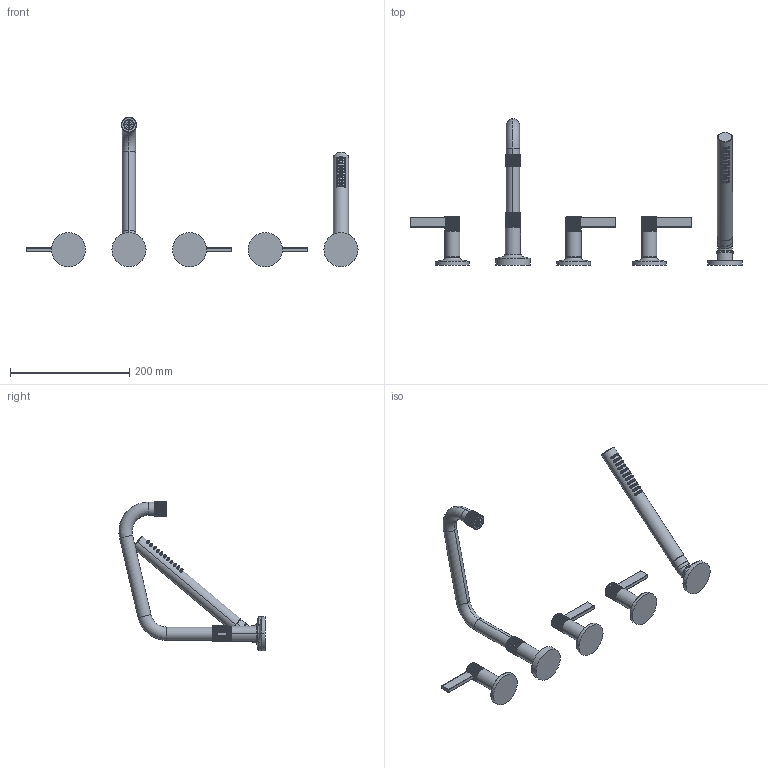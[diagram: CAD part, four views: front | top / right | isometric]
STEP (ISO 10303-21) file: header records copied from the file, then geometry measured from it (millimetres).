
FILE_DESCRIPTION((''),'2;1');
FILE_NAME('3-3237','2021-09-09T10:28:40',('jinson.thomas'),(''),'CREO PARAMETRIC BY PTC INC, 2018400','CREO PARAMETRIC BY PTC INC, 2018400','');
FILE_SCHEMA(('CONFIG_CONTROL_DESIGN'));
Length unit declared in the file: inch
Products named in the file (1): 3-3237
Bounding box: 556.89 x 244.95 x 250.82 mm (x, y, z)
Volume: 553875.9 mm3; surface area: 118928.4 mm2
Topology: 5 solids, 5 shells, 2108 faces, 5433 edges, 3451 vertices
Faces by surface type: plane 793, cylinder 669, bspline 544, torus 76, sphere 24, cone 2
Entity records: 119546 total; most frequent: CARTESIAN_POINT 73420, ORIENTED_EDGE 10866, DIRECTION 7634, EDGE_CURVE 5433, VERTEX_POINT 3451, AXIS2_PLACEMENT_3D 2853, EDGE_LOOP 2224, B_SPLINE_CURVE_WITH_KNOTS 2216
